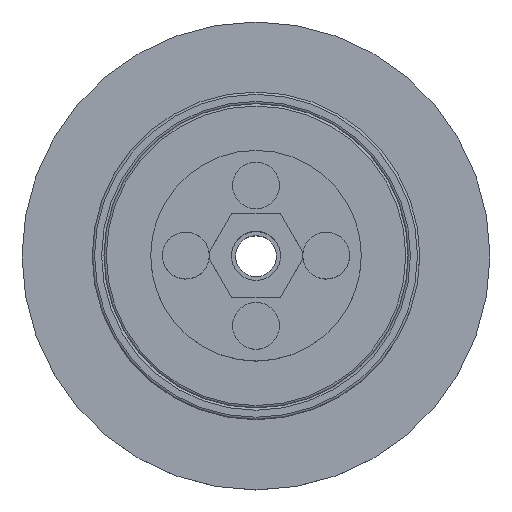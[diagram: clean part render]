
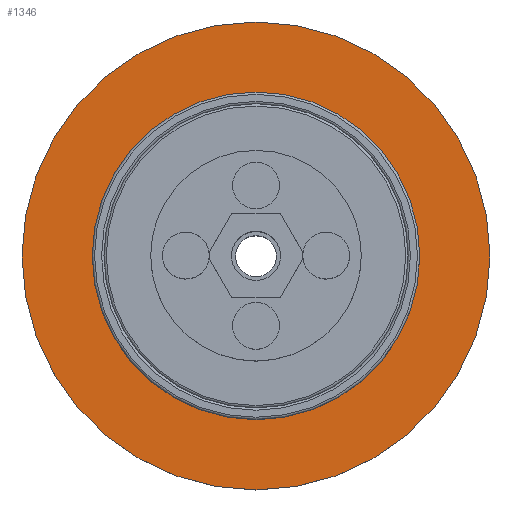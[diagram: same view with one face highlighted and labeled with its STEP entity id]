
A CAD part, top view. The second image highlights one B-rep face of the part: STEP entity #1346.
In plain terms, the highlighted planar face has unit normal (0, 0, 1).
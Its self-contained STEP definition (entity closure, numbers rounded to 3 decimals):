
#77=FACE_BOUND('',#258,.T.);
#107=PLANE('',#1502);
#168=FACE_OUTER_BOUND('',#257,.T.);
#257=EDGE_LOOP('',(#997));
#258=EDGE_LOOP('',(#998));
#580=CIRCLE('',#1491,8.);
#581=CIRCLE('',#1500,20.);
#658=VERTEX_POINT('',#2131);
#665=VERTEX_POINT('',#2160);
#780=EDGE_CURVE('',#658,#658,#580,.T.);
#793=EDGE_CURVE('',#665,#665,#581,.T.);
#997=ORIENTED_EDGE('',*,*,#793,.T.);
#998=ORIENTED_EDGE('',*,*,#780,.T.);
#1346=ADVANCED_FACE('',(#168,#77),#107,.T.);
#1491=AXIS2_PLACEMENT_3D('',#2133,#1678,#1679);
#1500=AXIS2_PLACEMENT_3D('',#2161,#1708,#1709);
#1502=AXIS2_PLACEMENT_3D('',#2165,#1713,#1714);
#1678=DIRECTION('center_axis',(0.,0.,-1.));
#1679=DIRECTION('ref_axis',(-1.,0.,0.));
#1708=DIRECTION('center_axis',(0.,0.,1.));
#1709=DIRECTION('ref_axis',(1.,0.,0.));
#1713=DIRECTION('center_axis',(0.,0.,1.));
#1714=DIRECTION('ref_axis',(1.,0.,0.));
#2131=CARTESIAN_POINT('',(8.,0.,2.));
#2133=CARTESIAN_POINT('Origin',(0.,0.,2.));
#2160=CARTESIAN_POINT('',(-20.,0.,2.));
#2161=CARTESIAN_POINT('Origin',(0.,0.,2.));
#2165=CARTESIAN_POINT('Origin',(0.,0.,2.));
